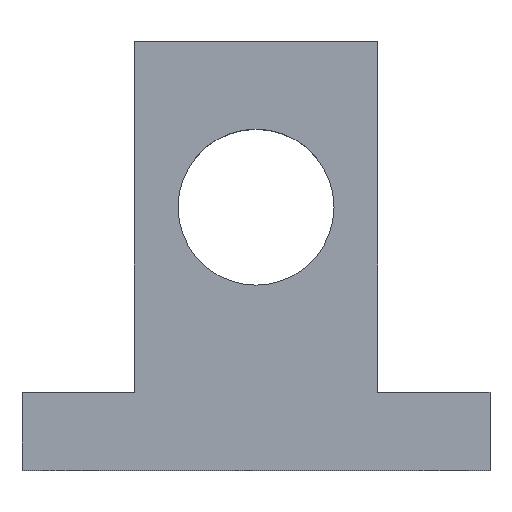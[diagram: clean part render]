
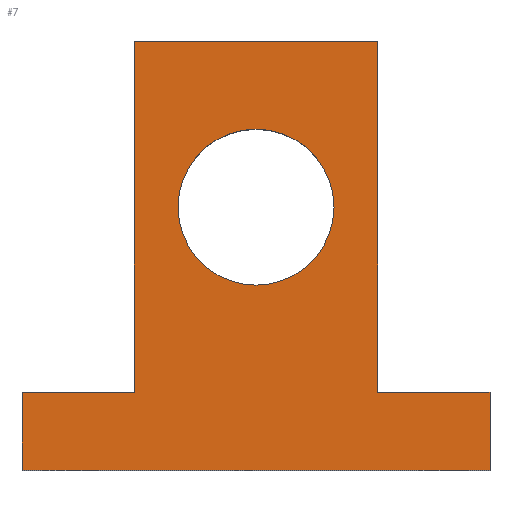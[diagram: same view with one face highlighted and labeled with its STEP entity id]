
A CAD part, top view. The second image highlights one B-rep face of the part: STEP entity #7.
In plain terms, the highlighted planar face has unit normal (0, 0, 1).
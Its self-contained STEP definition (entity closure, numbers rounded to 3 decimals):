
#4 = LINE ( 'NONE', #8, #117 ) ;
#7 = ADVANCED_FACE ( 'NONE', ( #449, #83 ), #539, .F. ) ;
#8 = CARTESIAN_POINT ( 'NONE',  ( -12.5, 0., 16. ) ) ;
#13 = VERTEX_POINT ( 'NONE', #502 ) ;
#16 = EDGE_CURVE ( 'NONE', #205, #252, #546, .T. ) ;
#20 = LINE ( 'NONE', #126, #219 ) ;
#24 = CARTESIAN_POINT ( 'NONE',  ( -24., 0., 16. ) ) ;
#27 = LINE ( 'NONE', #204, #298 ) ;
#29 = LINE ( 'NONE', #482, #554 ) ;
#36 = DIRECTION ( 'NONE',  ( 1., 0., 0. ) ) ;
#53 = CARTESIAN_POINT ( 'NONE',  ( -24., -8., 16. ) ) ;
#59 = ORIENTED_EDGE ( 'NONE', *, *, #260, .T. ) ;
#68 = ORIENTED_EDGE ( 'NONE', *, *, #355, .T. ) ;
#74 = CARTESIAN_POINT ( 'NONE',  ( 24., 0., 16. ) ) ;
#83 = FACE_BOUND ( 'NONE', #398, .T. ) ;
#88 = ORIENTED_EDGE ( 'NONE', *, *, #195, .T. ) ;
#95 = DIRECTION ( 'NONE',  ( 0., 0., -1. ) ) ;
#99 = EDGE_CURVE ( 'NONE', #13, #222, #189, .T. ) ;
#112 = ORIENTED_EDGE ( 'NONE', *, *, #425, .T. ) ;
#117 = VECTOR ( 'NONE', #551, 1000. ) ;
#126 = CARTESIAN_POINT ( 'NONE',  ( -12.5, 36., 16. ) ) ;
#150 = DIRECTION ( 'NONE',  ( -1., 0., 0. ) ) ;
#151 = VERTEX_POINT ( 'NONE', #550 ) ;
#153 = DIRECTION ( 'NONE',  ( 0., 0., 1. ) ) ;
#175 = DIRECTION ( 'NONE',  ( 0., 0., 1. ) ) ;
#182 = AXIS2_PLACEMENT_3D ( 'NONE', #522, #153, #36 ) ;
#187 = DIRECTION ( 'NONE',  ( 0., -1., 0. ) ) ;
#189 = LINE ( 'NONE', #53, #289 ) ;
#192 = CARTESIAN_POINT ( 'NONE',  ( 24., -8., 16. ) ) ;
#194 = DIRECTION ( 'NONE',  ( 1., 0., 0. ) ) ;
#195 = EDGE_CURVE ( 'NONE', #222, #434, #332, .T. ) ;
#198 = LINE ( 'NONE', #74, #258 ) ;
#199 = EDGE_LOOP ( 'NONE', ( #414, #88, #59, #536, #112, #566, #462, #68 ) ) ;
#201 = CARTESIAN_POINT ( 'NONE',  ( 24., 0., 16. ) ) ;
#204 = CARTESIAN_POINT ( 'NONE',  ( 12.5, 0., 16. ) ) ;
#205 = VERTEX_POINT ( 'NONE', #383 ) ;
#212 = VERTEX_POINT ( 'NONE', #560 ) ;
#219 = VECTOR ( 'NONE', #394, 1000. ) ;
#222 = VERTEX_POINT ( 'NONE', #571 ) ;
#239 = EDGE_CURVE ( 'NONE', #151, #212, #20, .T. ) ;
#246 = AXIS2_PLACEMENT_3D ( 'NONE', #371, #175, #408 ) ;
#249 = EDGE_CURVE ( 'NONE', #252, #205, #452, .T. ) ;
#252 = VERTEX_POINT ( 'NONE', #495 ) ;
#258 = VECTOR ( 'NONE', #524, 1000. ) ;
#260 = EDGE_CURVE ( 'NONE', #434, #363, #198, .T. ) ;
#274 = DIRECTION ( 'NONE',  ( -1., 0., 0. ) ) ;
#289 = VECTOR ( 'NONE', #187, 1000. ) ;
#293 = DIRECTION ( 'NONE',  ( -1., 0., 0. ) ) ;
#298 = VECTOR ( 'NONE', #150, 1000. ) ;
#314 = CARTESIAN_POINT ( 'NONE',  ( 0., 0., 16. ) ) ;
#332 = LINE ( 'NONE', #192, #386 ) ;
#334 = CARTESIAN_POINT ( 'NONE',  ( 12.5, 0., 16. ) ) ;
#351 = LINE ( 'NONE', #24, #440 ) ;
#354 = ORIENTED_EDGE ( 'NONE', *, *, #16, .F. ) ;
#355 = EDGE_CURVE ( 'NONE', #477, #13, #351, .T. ) ;
#363 = VERTEX_POINT ( 'NONE', #201 ) ;
#371 = CARTESIAN_POINT ( 'NONE',  ( 0., 19., 16. ) ) ;
#383 = CARTESIAN_POINT ( 'NONE',  ( -8., 19., 16. ) ) ;
#386 = VECTOR ( 'NONE', #194, 1000. ) ;
#394 = DIRECTION ( 'NONE',  ( -1., 0., 0. ) ) ;
#396 = EDGE_CURVE ( 'NONE', #363, #568, #27, .T. ) ;
#397 = DIRECTION ( 'NONE',  ( 0., 1., 0. ) ) ;
#398 = EDGE_LOOP ( 'NONE', ( #354, #496 ) ) ;
#408 = DIRECTION ( 'NONE',  ( 1., 0., 0. ) ) ;
#414 = ORIENTED_EDGE ( 'NONE', *, *, #99, .T. ) ;
#425 = EDGE_CURVE ( 'NONE', #568, #151, #29, .T. ) ;
#434 = VERTEX_POINT ( 'NONE', #577 ) ;
#440 = VECTOR ( 'NONE', #293, 1000. ) ;
#449 = FACE_OUTER_BOUND ( 'NONE', #199, .T. ) ;
#452 = CIRCLE ( 'NONE', #182, 8. ) ;
#462 = ORIENTED_EDGE ( 'NONE', *, *, #544, .T. ) ;
#477 = VERTEX_POINT ( 'NONE', #501 ) ;
#482 = CARTESIAN_POINT ( 'NONE',  ( 12.5, 36., 16. ) ) ;
#495 = CARTESIAN_POINT ( 'NONE',  ( 8., 19., 16. ) ) ;
#496 = ORIENTED_EDGE ( 'NONE', *, *, #249, .F. ) ;
#501 = CARTESIAN_POINT ( 'NONE',  ( -12.5, 0., 16. ) ) ;
#502 = CARTESIAN_POINT ( 'NONE',  ( -24., 0., 16. ) ) ;
#522 = CARTESIAN_POINT ( 'NONE',  ( 0., 19., 16. ) ) ;
#524 = DIRECTION ( 'NONE',  ( 0., 1., 0. ) ) ;
#530 = AXIS2_PLACEMENT_3D ( 'NONE', #314, #95, #274 ) ;
#536 = ORIENTED_EDGE ( 'NONE', *, *, #396, .T. ) ;
#539 = PLANE ( 'NONE',  #530 ) ;
#544 = EDGE_CURVE ( 'NONE', #212, #477, #4, .T. ) ;
#546 = CIRCLE ( 'NONE', #246, 8. ) ;
#550 = CARTESIAN_POINT ( 'NONE',  ( 12.5, 36., 16. ) ) ;
#551 = DIRECTION ( 'NONE',  ( 0., -1., 0. ) ) ;
#554 = VECTOR ( 'NONE', #397, 1000. ) ;
#560 = CARTESIAN_POINT ( 'NONE',  ( -12.5, 36., 16. ) ) ;
#566 = ORIENTED_EDGE ( 'NONE', *, *, #239, .T. ) ;
#568 = VERTEX_POINT ( 'NONE', #334 ) ;
#571 = CARTESIAN_POINT ( 'NONE',  ( -24., -8., 16. ) ) ;
#577 = CARTESIAN_POINT ( 'NONE',  ( 24., -8., 16. ) ) ;
